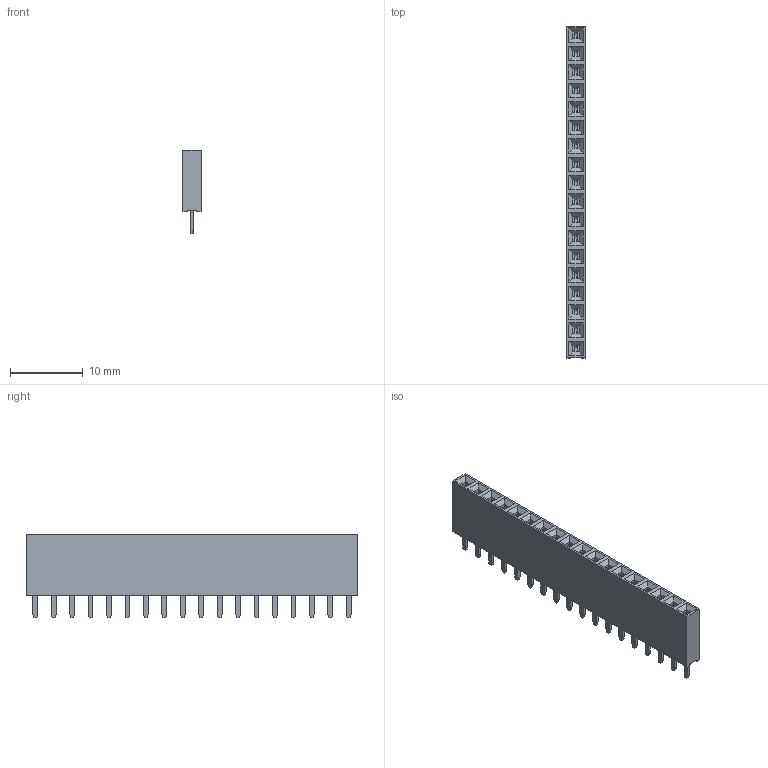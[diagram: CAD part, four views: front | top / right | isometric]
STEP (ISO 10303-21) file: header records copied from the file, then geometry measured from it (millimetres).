
FILE_DESCRIPTION(('FreeCAD Model'),'2;1');
FILE_NAME('Open CASCADE Shape Model','2023-05-12T03:17:23',( 'kicad StepUp'),('ksu MCAD'),'Open CASCADE STEP processor 7.6', 'FreeCAD','Unknown');
FILE_SCHEMA(('AUTOMOTIVE_DESIGN { 1 0 10303 214 1 1 1 1 }'));
Length unit declared in the file: millimetre
Products named in the file (20): Female_Header_1x18_P2.54_H8.5_straight; Pin_One017; Epoxy_Body017; Body183; Body184; Body185; Body186; Body187; Body188; Body189; Body190; Body191; Body180; Body192; Body193; Body194; Body195; Body196; Body197; Body198
Assembly tree (19 placements, depth 2):
  Female_Header_1x18_P2.54_H8.5_straight
    Pin_One017
    Epoxy_Body017
    Body183
    Body184
    Body185
    Body186
    Body187
    Body188
    Body189
    Body190
    Body191
    Body180
    Body192
    Body193
    Body194
    Body195
    Body196
    Body197
    Body198
Bounding box: 2.5 x 45.72 x 11.5 mm (x, y, z)
Volume: 840.8 mm3; surface area: 2454 mm2
Topology: 19 solids, 19 shells, 732 faces, 2046 edges, 1352 vertices
Faces by surface type: plane 532, cylinder 128, bspline 72
Entity records: 23763 total; most frequent: CARTESIAN_POINT 4438, ORIENTED_EDGE 4092, DIRECTION 3626, EDGE_CURVE 2046, LINE 1682, VECTOR 1682, VERTEX_POINT 1352, AXIS2_PLACEMENT_3D 972
